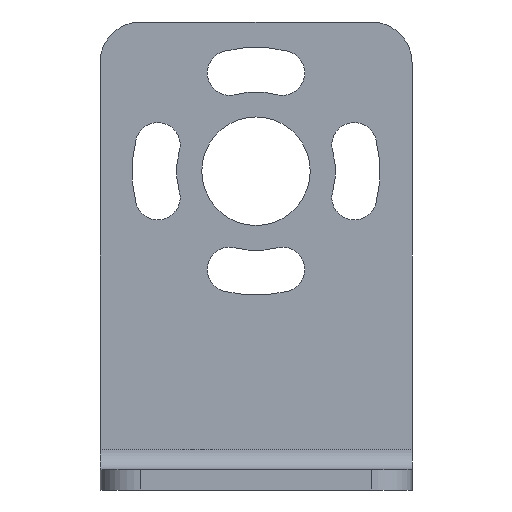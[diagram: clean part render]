
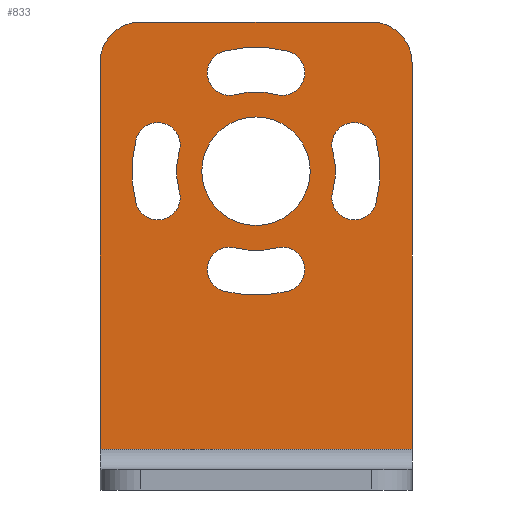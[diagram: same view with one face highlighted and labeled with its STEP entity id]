
A CAD part, left-side view. The second image highlights one B-rep face of the part: STEP entity #833.
In plain terms, the highlighted planar face has unit normal (-1, 0, 0).
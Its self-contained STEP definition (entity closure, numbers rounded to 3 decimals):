
#62=FACE_BOUND('',#131,.T.);
#63=FACE_BOUND('',#132,.T.);
#64=FACE_BOUND('',#133,.T.);
#65=FACE_BOUND('',#134,.T.);
#66=FACE_BOUND('',#135,.T.);
#73=FACE_OUTER_BOUND('',#130,.T.);
#130=EDGE_LOOP('',(#638,#639,#640,#641,#642,#643));
#131=EDGE_LOOP('',(#644,#645,#646,#647));
#132=EDGE_LOOP('',(#648,#649,#650,#651));
#133=EDGE_LOOP('',(#652,#653,#654,#655));
#134=EDGE_LOOP('',(#656,#657,#658,#659));
#135=EDGE_LOOP('',(#660));
#220=CIRCLE('',#924,3.);
#221=CIRCLE('',#925,3.);
#222=CIRCLE('',#926,9.15);
#223=CIRCLE('',#927,1.65);
#224=CIRCLE('',#928,5.85);
#225=CIRCLE('',#929,1.65);
#226=CIRCLE('',#930,5.85);
#227=CIRCLE('',#931,1.65);
#228=CIRCLE('',#932,9.15);
#229=CIRCLE('',#933,1.65);
#230=CIRCLE('',#934,5.85);
#231=CIRCLE('',#935,1.65);
#232=CIRCLE('',#936,9.15);
#233=CIRCLE('',#937,1.65);
#234=CIRCLE('',#938,5.85);
#235=CIRCLE('',#939,1.65);
#236=CIRCLE('',#940,9.15);
#237=CIRCLE('',#941,1.65);
#238=CIRCLE('',#942,4.);
#260=LINE('',#1350,#320);
#264=LINE('',#1400,#324);
#265=LINE('',#1404,#325);
#266=LINE('',#1405,#326);
#320=VECTOR('',#1057,28.5);
#324=VECTOR('',#1107,17.);
#325=VECTOR('',#1110,28.5);
#326=VECTOR('',#1111,23.);
#401=VERTEX_POINT('',#1347);
#402=VERTEX_POINT('',#1349);
#424=VERTEX_POINT('',#1397);
#425=VERTEX_POINT('',#1399);
#426=VERTEX_POINT('',#1401);
#427=VERTEX_POINT('',#1403);
#428=VERTEX_POINT('',#1406);
#429=VERTEX_POINT('',#1407);
#430=VERTEX_POINT('',#1409);
#431=VERTEX_POINT('',#1411);
#432=VERTEX_POINT('',#1414);
#433=VERTEX_POINT('',#1415);
#434=VERTEX_POINT('',#1417);
#435=VERTEX_POINT('',#1419);
#436=VERTEX_POINT('',#1422);
#437=VERTEX_POINT('',#1423);
#438=VERTEX_POINT('',#1425);
#439=VERTEX_POINT('',#1427);
#440=VERTEX_POINT('',#1430);
#441=VERTEX_POINT('',#1431);
#442=VERTEX_POINT('',#1433);
#443=VERTEX_POINT('',#1435);
#444=VERTEX_POINT('',#1438);
#487=EDGE_CURVE('',#401,#402,#260,.T.);
#511=EDGE_CURVE('',#401,#424,#220,.T.);
#512=EDGE_CURVE('',#424,#425,#264,.T.);
#513=EDGE_CURVE('',#425,#426,#221,.T.);
#514=EDGE_CURVE('',#427,#426,#265,.T.);
#515=EDGE_CURVE('',#402,#427,#266,.T.);
#516=EDGE_CURVE('',#428,#429,#222,.T.);
#517=EDGE_CURVE('',#430,#428,#223,.T.);
#518=EDGE_CURVE('',#431,#430,#224,.F.);
#519=EDGE_CURVE('',#429,#431,#225,.T.);
#520=EDGE_CURVE('',#432,#433,#226,.F.);
#521=EDGE_CURVE('',#434,#432,#227,.T.);
#522=EDGE_CURVE('',#435,#434,#228,.T.);
#523=EDGE_CURVE('',#433,#435,#229,.T.);
#524=EDGE_CURVE('',#436,#437,#230,.F.);
#525=EDGE_CURVE('',#438,#436,#231,.T.);
#526=EDGE_CURVE('',#439,#438,#232,.T.);
#527=EDGE_CURVE('',#437,#439,#233,.T.);
#528=EDGE_CURVE('',#440,#441,#234,.T.);
#529=EDGE_CURVE('',#441,#442,#235,.F.);
#530=EDGE_CURVE('',#442,#443,#236,.F.);
#531=EDGE_CURVE('',#443,#440,#237,.F.);
#532=EDGE_CURVE('',#444,#444,#238,.T.);
#638=ORIENTED_EDGE('',*,*,#511,.T.);
#639=ORIENTED_EDGE('',*,*,#512,.T.);
#640=ORIENTED_EDGE('',*,*,#513,.T.);
#641=ORIENTED_EDGE('',*,*,#514,.F.);
#642=ORIENTED_EDGE('',*,*,#515,.F.);
#643=ORIENTED_EDGE('',*,*,#487,.F.);
#644=ORIENTED_EDGE('',*,*,#516,.F.);
#645=ORIENTED_EDGE('',*,*,#517,.F.);
#646=ORIENTED_EDGE('',*,*,#518,.F.);
#647=ORIENTED_EDGE('',*,*,#519,.F.);
#648=ORIENTED_EDGE('',*,*,#520,.F.);
#649=ORIENTED_EDGE('',*,*,#521,.F.);
#650=ORIENTED_EDGE('',*,*,#522,.F.);
#651=ORIENTED_EDGE('',*,*,#523,.F.);
#652=ORIENTED_EDGE('',*,*,#524,.F.);
#653=ORIENTED_EDGE('',*,*,#525,.F.);
#654=ORIENTED_EDGE('',*,*,#526,.F.);
#655=ORIENTED_EDGE('',*,*,#527,.F.);
#656=ORIENTED_EDGE('',*,*,#528,.T.);
#657=ORIENTED_EDGE('',*,*,#529,.T.);
#658=ORIENTED_EDGE('',*,*,#530,.T.);
#659=ORIENTED_EDGE('',*,*,#531,.T.);
#660=ORIENTED_EDGE('',*,*,#532,.T.);
#821=PLANE('',#923);
#833=ADVANCED_FACE('',(#73,#62,#63,#64,#65,#66),#821,.F.);
#923=AXIS2_PLACEMENT_3D('',#1396,#1103,#1104);
#924=AXIS2_PLACEMENT_3D('',#1398,#1105,#1106);
#925=AXIS2_PLACEMENT_3D('',#1402,#1108,#1109);
#926=AXIS2_PLACEMENT_3D('',#1408,#1112,#1113);
#927=AXIS2_PLACEMENT_3D('',#1410,#1114,#1115);
#928=AXIS2_PLACEMENT_3D('',#1412,#1116,#1117);
#929=AXIS2_PLACEMENT_3D('',#1413,#1118,#1119);
#930=AXIS2_PLACEMENT_3D('',#1416,#1120,#1121);
#931=AXIS2_PLACEMENT_3D('',#1418,#1122,#1123);
#932=AXIS2_PLACEMENT_3D('',#1420,#1124,#1125);
#933=AXIS2_PLACEMENT_3D('',#1421,#1126,#1127);
#934=AXIS2_PLACEMENT_3D('',#1424,#1128,#1129);
#935=AXIS2_PLACEMENT_3D('',#1426,#1130,#1131);
#936=AXIS2_PLACEMENT_3D('',#1428,#1132,#1133);
#937=AXIS2_PLACEMENT_3D('',#1429,#1134,#1135);
#938=AXIS2_PLACEMENT_3D('',#1432,#1136,#1137);
#939=AXIS2_PLACEMENT_3D('',#1434,#1138,#1139);
#940=AXIS2_PLACEMENT_3D('',#1436,#1140,#1141);
#941=AXIS2_PLACEMENT_3D('',#1437,#1142,#1143);
#942=AXIS2_PLACEMENT_3D('',#1439,#1144,#1145);
#1057=DIRECTION('',(0.,0.,-1.));
#1103=DIRECTION('center_axis',(1.,0.,0.));
#1104=DIRECTION('ref_axis',(0.,0.,-1.));
#1105=DIRECTION('center_axis',(-1.,0.,0.));
#1106=DIRECTION('ref_axis',(0.,-1.,0.));
#1107=DIRECTION('',(0.,1.,0.));
#1108=DIRECTION('center_axis',(-1.,0.,0.));
#1109=DIRECTION('ref_axis',(0.,-1.,0.));
#1110=DIRECTION('',(0.,0.,1.));
#1111=DIRECTION('',(0.,1.,0.));
#1112=DIRECTION('center_axis',(-1.,0.,0.));
#1113=DIRECTION('ref_axis',(0.,0.,1.));
#1114=DIRECTION('center_axis',(-1.,0.,0.));
#1115=DIRECTION('ref_axis',(0.,0.,1.));
#1116=DIRECTION('center_axis',(-1.,0.,0.));
#1117=DIRECTION('ref_axis',(0.,0.,1.));
#1118=DIRECTION('center_axis',(-1.,0.,0.));
#1119=DIRECTION('ref_axis',(0.,0.,1.));
#1120=DIRECTION('center_axis',(-1.,0.,0.));
#1121=DIRECTION('ref_axis',(0.,0.,1.));
#1122=DIRECTION('center_axis',(-1.,0.,0.));
#1123=DIRECTION('ref_axis',(0.,0.,1.));
#1124=DIRECTION('center_axis',(-1.,0.,0.));
#1125=DIRECTION('ref_axis',(0.,0.,1.));
#1126=DIRECTION('center_axis',(-1.,0.,0.));
#1127=DIRECTION('ref_axis',(0.,0.,1.));
#1128=DIRECTION('center_axis',(-1.,0.,0.));
#1129=DIRECTION('ref_axis',(0.,0.,1.));
#1130=DIRECTION('center_axis',(-1.,0.,0.));
#1131=DIRECTION('ref_axis',(0.,0.,1.));
#1132=DIRECTION('center_axis',(-1.,0.,0.));
#1133=DIRECTION('ref_axis',(0.,0.,1.));
#1134=DIRECTION('center_axis',(-1.,0.,0.));
#1135=DIRECTION('ref_axis',(0.,0.,1.));
#1136=DIRECTION('center_axis',(-1.,0.,0.));
#1137=DIRECTION('ref_axis',(0.,0.,1.));
#1138=DIRECTION('center_axis',(-1.,0.,0.));
#1139=DIRECTION('ref_axis',(0.,0.,1.));
#1140=DIRECTION('center_axis',(-1.,0.,0.));
#1141=DIRECTION('ref_axis',(0.,0.,1.));
#1142=DIRECTION('center_axis',(-1.,0.,0.));
#1143=DIRECTION('ref_axis',(0.,0.,1.));
#1144=DIRECTION('center_axis',(1.,0.,0.));
#1145=DIRECTION('ref_axis',(0.,0.,-1.));
#1347=CARTESIAN_POINT('',(7.,-11.5,31.5));
#1349=CARTESIAN_POINT('',(7.,-11.5,3.));
#1350=CARTESIAN_POINT('',(7.,-11.5,1.433));
#1396=CARTESIAN_POINT('Origin',(7.,0.,0.));
#1397=CARTESIAN_POINT('',(7.,-8.5,34.5));
#1398=CARTESIAN_POINT('Origin',(7.,-8.5,31.5));
#1399=CARTESIAN_POINT('',(7.,8.5,34.5));
#1400=CARTESIAN_POINT('',(7.,8.5,34.5));
#1401=CARTESIAN_POINT('',(7.,11.5,31.5));
#1402=CARTESIAN_POINT('Origin',(7.,8.5,31.5));
#1403=CARTESIAN_POINT('',(7.,11.5,3.));
#1404=CARTESIAN_POINT('',(7.,11.5,1.433));
#1405=CARTESIAN_POINT('',(7.,-11.5,3.));
#1406=CARTESIAN_POINT('',(7.,8.838,25.868));
#1407=CARTESIAN_POINT('',(7.,8.838,21.132));
#1408=CARTESIAN_POINT('Origin',(7.,0.,23.5));
#1409=CARTESIAN_POINT('',(7.,5.651,25.014));
#1410=CARTESIAN_POINT('Origin',(7.,7.244,25.441));
#1411=CARTESIAN_POINT('',(7.,5.651,21.986));
#1412=CARTESIAN_POINT('Origin',(7.,0.,23.5));
#1413=CARTESIAN_POINT('Origin',(7.,7.244,21.559));
#1414=CARTESIAN_POINT('',(7.,-5.651,25.014));
#1415=CARTESIAN_POINT('',(7.,-5.651,21.986));
#1416=CARTESIAN_POINT('Origin',(7.,0.,23.5));
#1417=CARTESIAN_POINT('',(7.,-8.838,25.868));
#1418=CARTESIAN_POINT('Origin',(7.,-7.244,25.441));
#1419=CARTESIAN_POINT('',(7.,-8.838,21.132));
#1420=CARTESIAN_POINT('Origin',(7.,0.,23.5));
#1421=CARTESIAN_POINT('Origin',(7.,-7.244,21.559));
#1422=CARTESIAN_POINT('',(7.,1.514,29.151));
#1423=CARTESIAN_POINT('',(7.,-1.514,29.151));
#1424=CARTESIAN_POINT('Origin',(7.,0.,23.5));
#1425=CARTESIAN_POINT('',(7.,2.368,32.338));
#1426=CARTESIAN_POINT('Origin',(7.,1.941,30.744));
#1427=CARTESIAN_POINT('',(7.,-2.368,32.338));
#1428=CARTESIAN_POINT('Origin',(7.,0.,23.5));
#1429=CARTESIAN_POINT('Origin',(7.,-1.941,30.744));
#1430=CARTESIAN_POINT('',(7.,1.514,17.849));
#1431=CARTESIAN_POINT('',(7.,-1.514,17.849));
#1432=CARTESIAN_POINT('Origin',(7.,0.,23.5));
#1433=CARTESIAN_POINT('',(7.,-2.368,14.662));
#1434=CARTESIAN_POINT('Origin',(7.,-1.941,16.256));
#1435=CARTESIAN_POINT('',(7.,2.368,14.662));
#1436=CARTESIAN_POINT('Origin',(7.,0.,23.5));
#1437=CARTESIAN_POINT('Origin',(7.,1.941,16.256));
#1438=CARTESIAN_POINT('',(7.,0.,19.5));
#1439=CARTESIAN_POINT('Origin',(7.,0.,23.5));
